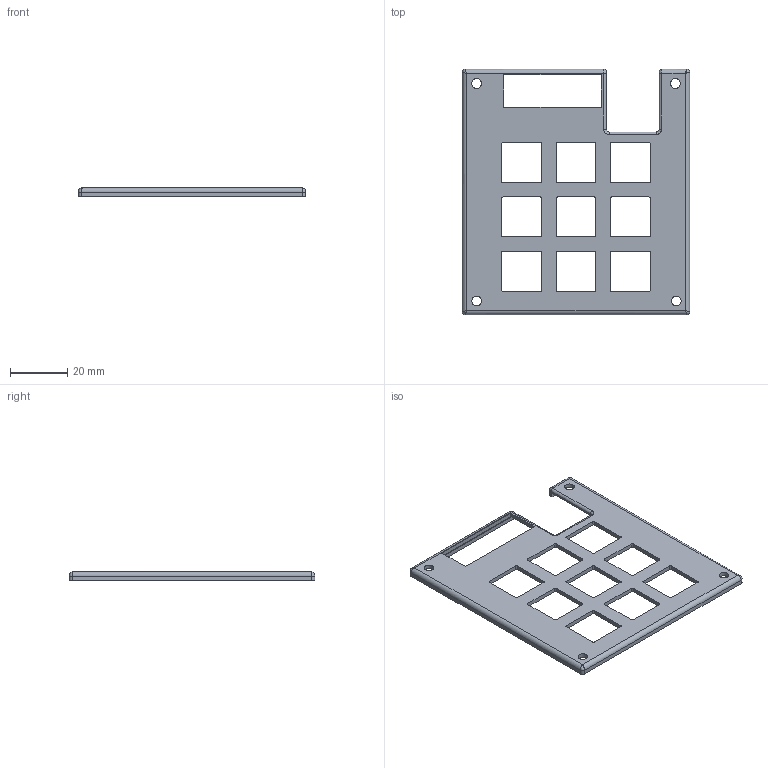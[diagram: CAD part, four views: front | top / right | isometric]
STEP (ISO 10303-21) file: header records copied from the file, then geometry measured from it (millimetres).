
FILE_DESCRIPTION(/* description */ (''),/* implementation_level */ '2;1');
FILE_NAME(/* name */ 'top_rounded.step',/* time_stamp */ '2025-07-06T22:34:11-05:00',/* author */ (''),/* organization */ (''),/* preprocessor_version */ 'ST-DEVELOPER v20.1',/* originating_system */ 'Autodesk Translation Framework v14.10.0.0',/* authorisation */ '');
FILE_SCHEMA (('AUTOMOTIVE_DESIGN { 1 0 10303 214 3 1 1 }'));
Length unit declared in the file: millimetre
Products named in the file (1): 2025-07-06-22-34-11-701
Bounding box: 79.6 x 86 x 3 mm (x, y, z)
Volume: 7121.6 mm3; surface area: 10693.5 mm2
Topology: 1 solids, 1 shells, 121 faces, 342 edges, 218 vertices
Faces by surface type: plane 57, cylinder 56, bspline 6, torus 2
Full cylindrical faces by diameter (mm): 3.4 x4
Entity records: 4100 total; most frequent: CARTESIAN_POINT 810, DIRECTION 686, ORIENTED_EDGE 676, EDGE_CURVE 338, AXIS2_PLACEMENT_3D 232, LINE 222, VECTOR 222, VERTEX_POINT 218
